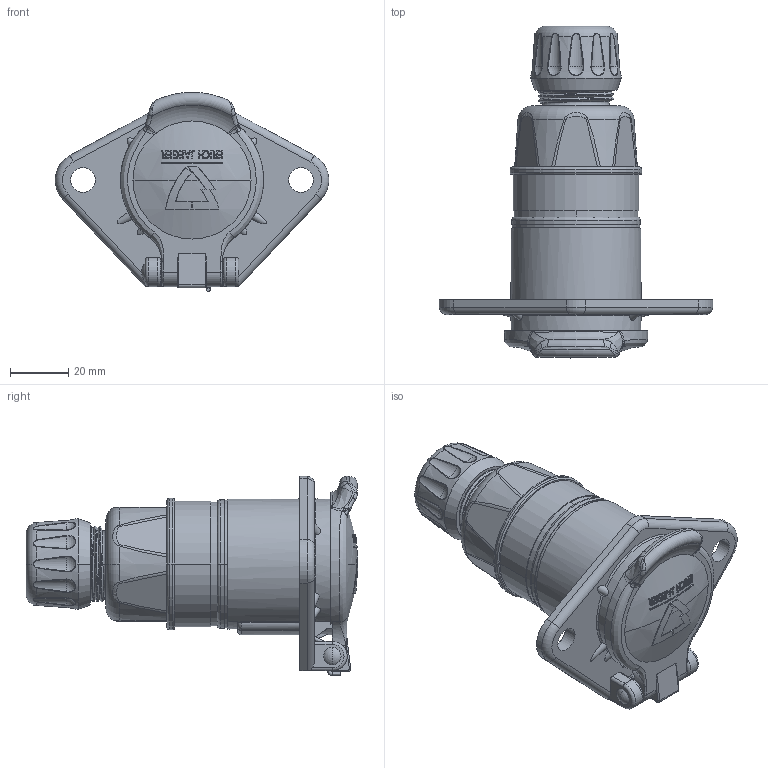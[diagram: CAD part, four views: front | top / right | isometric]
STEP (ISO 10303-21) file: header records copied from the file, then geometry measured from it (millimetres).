
FILE_DESCRIPTION((''),'2;1');
FILE_NAME('151296_SW0001','2019-05-20T07:58:36',('tema'),(''),'CREO PARAMETRIC BY PTC INC, 2017380','CREO PARAMETRIC BY PTC INC, 2017380','');
FILE_SCHEMA(('CONFIG_CONTROL_DESIGN'));
Length unit declared in the file: millimetre
Products named in the file (1): 151296_SW0001
Bounding box: 93.54 x 113.57 x 68.21 mm (x, y, z)
Volume: 151473.2 mm3; surface area: 29743.4 mm2
Topology: 1 solids, 2 shells, 700 faces, 1820 edges, 1148 vertices
Faces by surface type: plane 237, cylinder 153, bspline 119, torus 68, extrusion 68, sphere 39, cone 11, revolution 5
Entity records: 34665 total; most frequent: CARTESIAN_POINT 18350, ORIENTED_EDGE 3628, DIRECTION 3117, EDGE_CURVE 1814, AXIS2_PLACEMENT_3D 1238, VERTEX_POINT 1147, EDGE_LOOP 751, CIRCLE 730
